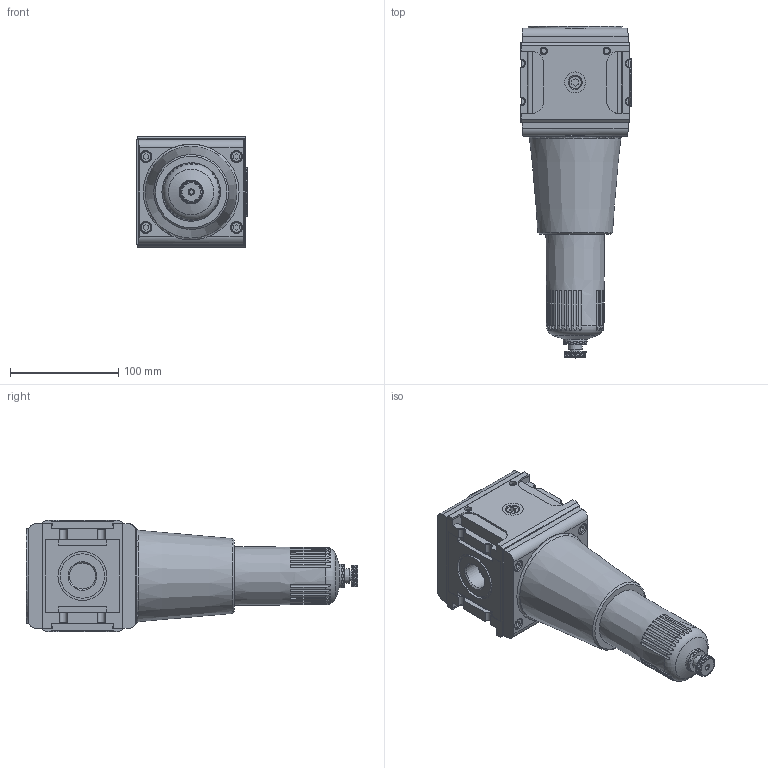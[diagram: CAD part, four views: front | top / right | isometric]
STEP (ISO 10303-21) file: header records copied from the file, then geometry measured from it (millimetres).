
FILE_DESCRIPTION( ( 'STEP AP203' ), ' ' );
FILE_NAME( '9.1354.00.350.stp', '2017-04-11T12:37:30', ( '' ), ( '' ), ' ', 'PARTsolutions', ' ' );
FILE_SCHEMA( ( 'CONFIG_CONTROL_DESIGN' ) );
Length unit declared in the file: millimetre
Products named in the file (3): 9.1354.00.350; _F 54 K-HA-00000-G; _F 54 K-HA--P1
Assembly tree (2 placements, depth 2):
  9.1354.00.350
    _F 54 K-HA-00000-G
    _F 54 K-HA--P1
Bounding box: 101.5 x 306 x 103 mm (x, y, z)
Volume: 1580601.3 mm3; surface area: 115098.2 mm2
Topology: 2 solids, 3 shells, 540 faces, 1420 edges, 940 vertices
Faces by surface type: plane 343, cylinder 159, cone 24, torus 13, sphere 1
Full cylindrical faces by diameter (mm): 4 x1, 4.917 x4, 6.7 x4, 9.728 x1, 10 x8, 11 x8, 19.2 x2, 20 x1, 22 x1, 24.117 x2, 36.2 x1, 40.9 x1, 41 x1, 45 x1, 45.1 x1, 87 x1
Entity records: 18047 total; most frequent: CARTESIAN_POINT 4944, ORIENTED_EDGE 2674, DIRECTION 2619, EDGE_CURVE 1337, VERTEX_POINT 925, AXIS2_PLACEMENT_3D 922, LINE 775, VECTOR 775
